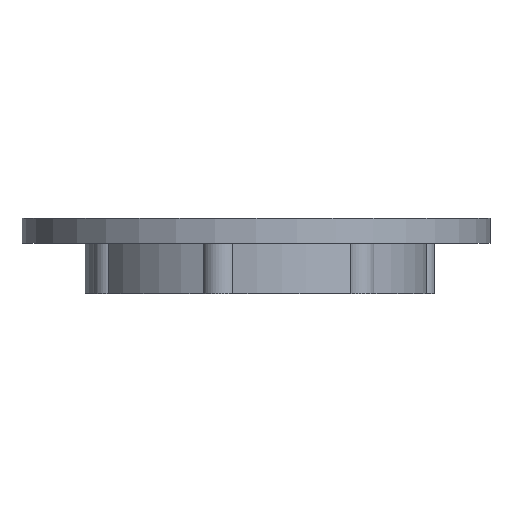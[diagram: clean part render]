
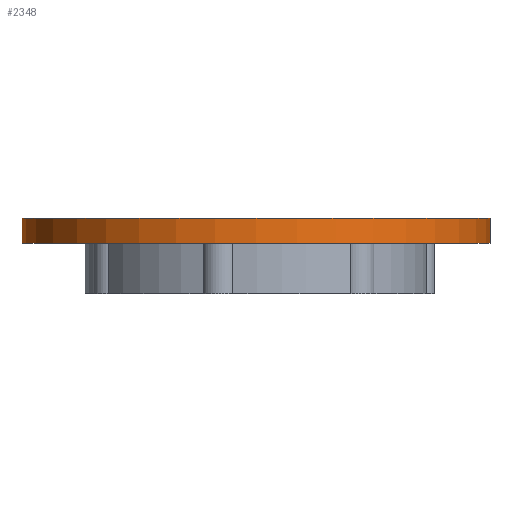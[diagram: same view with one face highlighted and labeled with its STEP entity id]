
A CAD part, front view. The second image highlights one B-rep face of the part: STEP entity #2348.
In plain terms, the highlighted cylindrical face has radius 46.5 mm (diameter 93 mm), a full revolution.
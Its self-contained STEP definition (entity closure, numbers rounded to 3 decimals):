
#453=CYLINDRICAL_SURFACE('',#2536,46.5);
#555=CIRCLE('',#2537,46.5);
#556=CIRCLE('',#2538,46.5);
#908=ORIENTED_EDGE('',*,*,#1569,.F.);
#909=ORIENTED_EDGE('',*,*,#1570,.T.);
#1569=EDGE_CURVE('',#1877,#1877,#555,.T.);
#1570=EDGE_CURVE('',#1878,#1878,#556,.T.);
#1877=VERTEX_POINT('',#3980);
#1878=VERTEX_POINT('',#3982);
#2025=EDGE_LOOP('',(#908));
#2026=EDGE_LOOP('',(#909));
#2181=FACE_BOUND('',#2025,.T.);
#2182=FACE_BOUND('',#2026,.T.);
#2348=ADVANCED_FACE('',(#2181,#2182),#453,.T.);
#2536=AXIS2_PLACEMENT_3D('',#3978,#3038,#3039);
#2537=AXIS2_PLACEMENT_3D('',#3979,#3040,#3041);
#2538=AXIS2_PLACEMENT_3D('',#3981,#3042,#3043);
#3038=DIRECTION('',(0.,0.,-1.));
#3039=DIRECTION('',(-1.,0.,0.));
#3040=DIRECTION('',(0.,0.,1.));
#3041=DIRECTION('',(1.,0.,0.));
#3042=DIRECTION('',(0.,0.,1.));
#3043=DIRECTION('',(1.,0.,0.));
#3978=CARTESIAN_POINT('',(0.,0.,5.));
#3979=CARTESIAN_POINT('',(0.,0.,5.));
#3980=CARTESIAN_POINT('',(46.5,0.,5.));
#3981=CARTESIAN_POINT('',(0.,0.,0.));
#3982=CARTESIAN_POINT('',(46.5,0.,0.));
